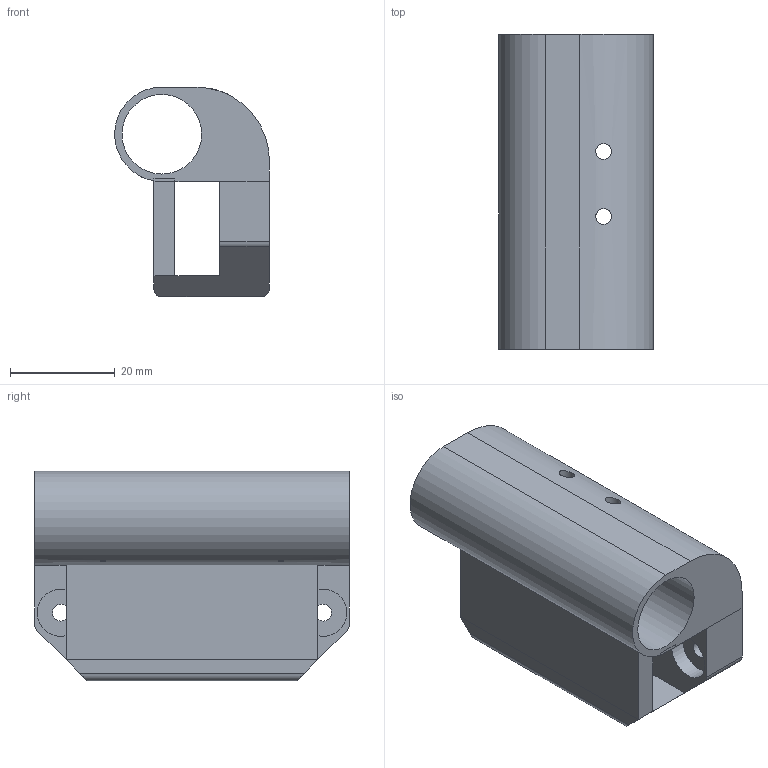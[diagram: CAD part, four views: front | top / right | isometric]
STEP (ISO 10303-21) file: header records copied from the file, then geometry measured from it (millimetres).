
FILE_DESCRIPTION(('FreeCAD Model'),'2;1');
FILE_NAME('Open CASCADE Shape Model','2024-11-15T12:24:52',(''),(''), 'Open CASCADE STEP processor 7.6','FreeCAD','Unknown');
FILE_SCHEMA(('AUTOMOTIVE_DESIGN { 1 0 10303 214 1 1 1 1 }'));
Length unit declared in the file: millimetre
Products named in the file (1): Тело
Bounding box: 29.5 x 60 x 40 mm (x, y, z)
Volume: 28523.8 mm3; surface area: 14325.6 mm2
Topology: 1 solids, 1 shells, 60 faces, 152 edges, 96 vertices
Faces by surface type: plane 35, cylinder 25
Full cylindrical faces by diameter (mm): 3 x2, 3.2 x2, 5 x4, 9 x2, 15.175 x1
Entity records: 4307 total; most frequent: CARTESIAN_POINT 1233, DIRECTION 569, LINE 340, VECTOR 340, ORIENTED_EDGE 304, PCURVE 304, DEFINITIONAL_REPRESENTATION 304, EDGE_CURVE 152
